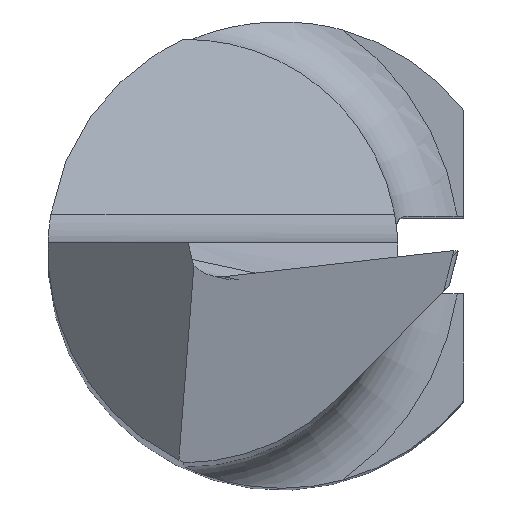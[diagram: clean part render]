
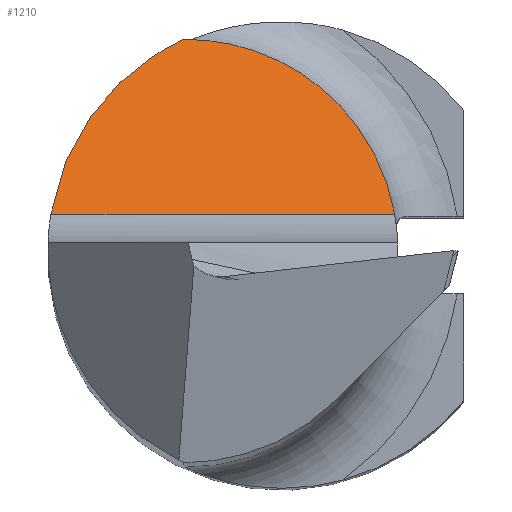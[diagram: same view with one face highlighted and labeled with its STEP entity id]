
A CAD part, top view. The second image highlights one B-rep face of the part: STEP entity #1210.
In plain terms, the highlighted planar face has unit normal (0, 0.766, 0.643).
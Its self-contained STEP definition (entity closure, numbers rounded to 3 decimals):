
#41 = PLANE ( 'NONE',  #1148 ) ;
#47 = EDGE_CURVE ( 'NONE', #1149, #727, #1066, .T. ) ;
#89 = CARTESIAN_POINT ( 'NONE',  ( -2.962, 0.474, 45.507 ) ) ;
#158 = CARTESIAN_POINT ( 'NONE',  ( -1.255, 2.725, 42.825 ) ) ;
#185 = ORIENTED_EDGE ( 'NONE', *, *, #194, .F. ) ;
#194 = EDGE_CURVE ( 'NONE', #1140, #1149, #1096, .T. ) ;
#279 = VECTOR ( 'NONE', #438, 1000. ) ;
#353 = CARTESIAN_POINT ( 'NONE',  ( 1.458, 0.474, 45.507 ) ) ;
#358 = LINE ( 'NONE', #992, #279 ) ;
#386 = ORIENTED_EDGE ( 'NONE', *, *, #47, .F. ) ;
#438 = DIRECTION ( 'NONE',  ( 1., 0., 0. ) ) ;
#539 = CARTESIAN_POINT ( 'NONE',  ( 1.458, 0.474, 45.507 ) ) ;
#554 = CARTESIAN_POINT ( 'NONE',  ( -3., 0.474, 45.507 ) ) ;
#712 = CARTESIAN_POINT ( 'NONE',  ( -1.255, 2.725, 42.825 ) ) ;
#727 = VERTEX_POINT ( 'NONE', #539 ) ;
#740 = DIRECTION ( 'NONE',  ( 0., 0.643, -0.766 ) ) ;
#819 = CARTESIAN_POINT ( 'NONE',  ( -1.255, 2.725, 42.825 ) ) ;
#920 = DIRECTION ( 'NONE',  ( 0., -0.766, -0.643 ) ) ;
#943 = ORIENTED_EDGE ( 'NONE', *, *, #1102, .T. ) ;
#967 = EDGE_LOOP ( 'NONE', ( #386, #185, #943 ) ) ;
#975 = CARTESIAN_POINT ( 'NONE',  ( -2.962, 0.474, 45.507 ) ) ;
#992 = CARTESIAN_POINT ( 'NONE',  ( -3., 0.474, 45.507 ) ) ;
#998 = CARTESIAN_POINT ( 'NONE',  ( -2.801, 1.483, 44.305 ) ) ;
#1032 = FACE_OUTER_BOUND ( 'NONE', #967, .T. ) ;
#1066 =( BOUNDED_CURVE ( )  B_SPLINE_CURVE ( 3, ( #712, #1098, #1198, #353 ),
 .UNSPECIFIED., .F., .F. ) 
 B_SPLINE_CURVE_WITH_KNOTS ( ( 4, 4 ),
 ( 6.272, 7.679 ),
 .UNSPECIFIED. ) 
 CURVE ( )  GEOMETRIC_REPRESENTATION_ITEM ( )  RATIONAL_B_SPLINE_CURVE ( ( 1., 0.842, 0.842, 1. ) ) 
 REPRESENTATION_ITEM ( '' )  );
#1096 =( BOUNDED_CURVE ( )  B_SPLINE_CURVE ( 3, ( #975, #998, #1189, #158 ),
 .UNSPECIFIED., .F., .F. ) 
 B_SPLINE_CURVE_WITH_KNOTS ( ( 4, 4 ),
 ( 4.871, 5.852 ),
 .UNSPECIFIED. ) 
 CURVE ( )  GEOMETRIC_REPRESENTATION_ITEM ( )  RATIONAL_B_SPLINE_CURVE ( ( 1., 0.921, 0.921, 1. ) ) 
 REPRESENTATION_ITEM ( '' )  );
#1098 = CARTESIAN_POINT ( 'NONE',  ( 0.141, 2.74, 42.807 ) ) ;
#1102 = EDGE_CURVE ( 'NONE', #1140, #727, #358, .T. ) ;
#1140 = VERTEX_POINT ( 'NONE', #89 ) ;
#1148 = AXIS2_PLACEMENT_3D ( 'NONE', #554, #920, #740 ) ;
#1149 = VERTEX_POINT ( 'NONE', #819 ) ;
#1189 = CARTESIAN_POINT ( 'NONE',  ( -2.183, 2.298, 43.335 ) ) ;
#1198 = CARTESIAN_POINT ( 'NONE',  ( 1.215, 1.849, 43.869 ) ) ;
#1210 = ADVANCED_FACE ( 'NONE', ( #1032 ), #41, .F. ) ;
